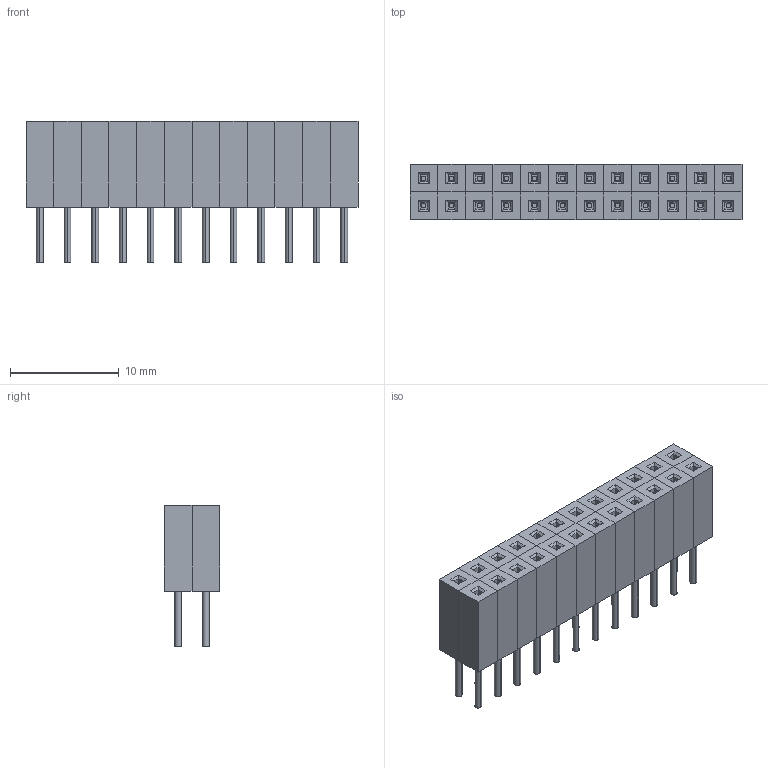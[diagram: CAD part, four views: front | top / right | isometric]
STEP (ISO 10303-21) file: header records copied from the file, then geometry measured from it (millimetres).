
FILE_DESCRIPTION(('STEP AP214'),'1');
FILE_NAME('6-534206-2_TYC','2025-12-01T03:54:59',(''),(''),'','','');
FILE_SCHEMA(('AUTOMOTIVE_DESIGN'));
Length unit declared in the file: millimetre
Products named in the file (1): product
Bounding box: 30.48 x 5.08 x 12.95 mm (x, y, z)
Volume: 1206.5 mm3; surface area: 2421.5 mm2
Topology: 26 solids, 26 shells, 628 faces, 1400 edges, 872 vertices
Faces by surface type: plane 580, cylinder 48
Entity records: 16358 total; most frequent: ORIENTED_EDGE 2800, DIRECTION 2754, CARTESIAN_POINT 1549, EDGE_CURVE 1400, LINE 1304, VECTOR 1304, VERTEX_POINT 872, AXIS2_PLACEMENT_3D 725
